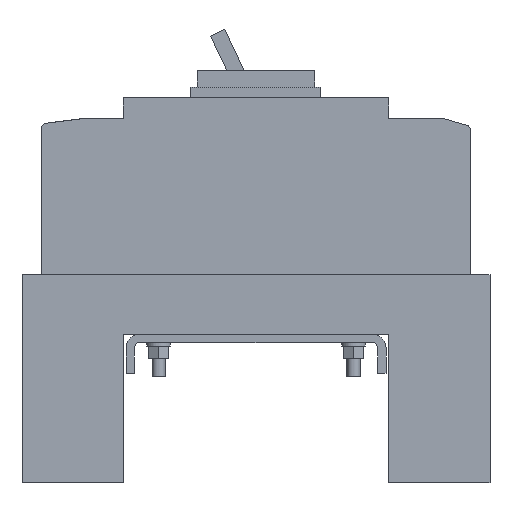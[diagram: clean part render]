
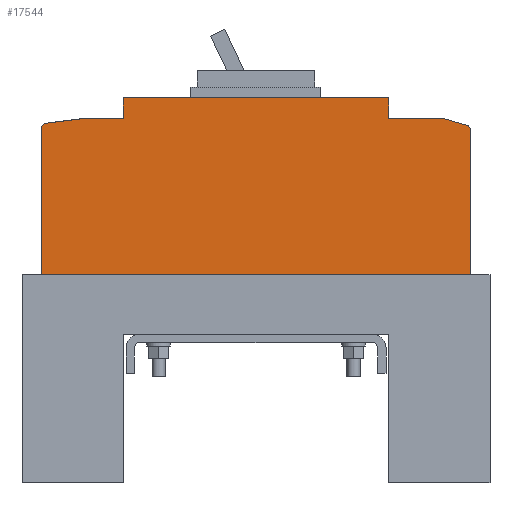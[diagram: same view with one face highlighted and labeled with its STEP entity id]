
A CAD part, left-side view. The second image highlights one B-rep face of the part: STEP entity #17544.
In plain terms, the highlighted planar face has unit normal (-1, 0, 0).
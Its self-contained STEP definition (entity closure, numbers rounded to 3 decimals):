
#1090 = CARTESIAN_POINT ( 'NONE',  ( -52.5, -82.5, 60. ) ) ;
#1203 = VECTOR ( 'NONE', #15864, 1000. ) ;
#1402 = ORIENTED_EDGE ( 'NONE', *, *, #21243, .T. ) ;
#1630 = AXIS2_PLACEMENT_3D ( 'NONE', #15438, #19617, #7183 ) ;
#1672 = EDGE_CURVE ( 'NONE', #4275, #4022, #23602, .T. ) ;
#1781 = CARTESIAN_POINT ( 'NONE',  ( -52.5, -82.5, 55.491 ) ) ;
#1881 = LINE ( 'NONE', #13784, #1203 ) ;
#2132 = VECTOR ( 'NONE', #17794, 1000. ) ;
#2686 = ORIENTED_EDGE ( 'NONE', *, *, #10781, .T. ) ;
#2999 = VERTEX_POINT ( 'NONE', #3001 ) ;
#3001 = CARTESIAN_POINT ( 'NONE',  ( -52.5, -51., 68. ) ) ;
#3645 = EDGE_CURVE ( 'NONE', #19800, #6469, #26833, .T. ) ;
#3772 = DIRECTION ( 'NONE',  ( 0., 0., 1. ) ) ;
#3924 = VECTOR ( 'NONE', #20952, 1000. ) ;
#3963 = DIRECTION ( 'NONE',  ( -1., 0., 0. ) ) ;
#3964 = EDGE_CURVE ( 'NONE', #14002, #23823, #25816, .T. ) ;
#4022 = VERTEX_POINT ( 'NONE', #8530 ) ;
#4275 = VERTEX_POINT ( 'NONE', #9617 ) ;
#4335 = CARTESIAN_POINT ( 'NONE',  ( -52.5, -82.5, 57. ) ) ;
#5587 = CARTESIAN_POINT ( 'NONE',  ( -52.5, 82.5, 56.234 ) ) ;
#5732 = VECTOR ( 'NONE', #10313, 1000. ) ;
#5766 = CARTESIAN_POINT ( 'NONE',  ( -52.5, 82.5, 0. ) ) ;
#6419 = CARTESIAN_POINT ( 'NONE',  ( -52.5, 82.5, 60. ) ) ;
#6429 = VECTOR ( 'NONE', #3772, 1000. ) ;
#6469 = VERTEX_POINT ( 'NONE', #23208 ) ;
#6520 = CIRCLE ( 'NONE', #8716, 2. ) ;
#6612 = ORIENTED_EDGE ( 'NONE', *, *, #8873, .T. ) ;
#6690 = DIRECTION ( 'NONE',  ( 0., 0., 1. ) ) ;
#7183 = DIRECTION ( 'NONE',  ( 0., 1., 0. ) ) ;
#7544 = EDGE_CURVE ( 'NONE', #19990, #22178, #6520, .T. ) ;
#7699 = EDGE_CURVE ( 'NONE', #14070, #2999, #21751, .T. ) ;
#8530 = CARTESIAN_POINT ( 'NONE',  ( -52.5, -72., 60. ) ) ;
#8716 = AXIS2_PLACEMENT_3D ( 'NONE', #16436, #3963, #18546 ) ;
#8797 = ORIENTED_EDGE ( 'NONE', *, *, #13594, .F. ) ;
#8873 = EDGE_CURVE ( 'NONE', #23823, #4022, #24174, .T. ) ;
#9142 = ORIENTED_EDGE ( 'NONE', *, *, #14457, .T. ) ;
#9492 = LINE ( 'NONE', #6419, #3924 ) ;
#9617 = CARTESIAN_POINT ( 'NONE',  ( -52.5, -51., 60. ) ) ;
#9796 = ORIENTED_EDGE ( 'NONE', *, *, #7544, .T. ) ;
#9942 = EDGE_CURVE ( 'NONE', #14002, #6469, #12132, .T. ) ;
#9948 = CARTESIAN_POINT ( 'NONE',  ( -52.5, 82.5, 0. ) ) ;
#10061 = CARTESIAN_POINT ( 'NONE',  ( -52.5, -82.5, 68. ) ) ;
#10313 = DIRECTION ( 'NONE',  ( 0., 0.992, -0.124 ) ) ;
#10315 = VECTOR ( 'NONE', #20261, 1000. ) ;
#10442 = CARTESIAN_POINT ( 'NONE',  ( -52.5, -80.5, 55.491 ) ) ;
#10733 = VECTOR ( 'NONE', #25355, 1000. ) ;
#10778 = CARTESIAN_POINT ( 'NONE',  ( -52.5, 80.748, 58.219 ) ) ;
#10781 = EDGE_CURVE ( 'NONE', #4275, #2999, #16521, .T. ) ;
#10892 = CARTESIAN_POINT ( 'NONE',  ( -52.5, 82.5, 68. ) ) ;
#11775 = ORIENTED_EDGE ( 'NONE', *, *, #1672, .F. ) ;
#11985 = LINE ( 'NONE', #12096, #6429 ) ;
#12096 = CARTESIAN_POINT ( 'NONE',  ( -52.5, 51., 60. ) ) ;
#12132 = LINE ( 'NONE', #10061, #16956 ) ;
#12225 = CARTESIAN_POINT ( 'NONE',  ( -52.5, -81.049, 57.414 ) ) ;
#12541 = DIRECTION ( 'NONE',  ( 0., 1., 0. ) ) ;
#13176 = VECTOR ( 'NONE', #18901, 1000. ) ;
#13198 = AXIS2_PLACEMENT_3D ( 'NONE', #10442, #24906, #12541 ) ;
#13349 = CARTESIAN_POINT ( 'NONE',  ( -52.5, 51., 60. ) ) ;
#13354 = PLANE ( 'NONE',  #1630 ) ;
#13594 = EDGE_CURVE ( 'NONE', #21248, #16039, #9492, .T. ) ;
#13784 = CARTESIAN_POINT ( 'NONE',  ( -52.5, 82.5, 68. ) ) ;
#14002 = VERTEX_POINT ( 'NONE', #1781 ) ;
#14070 = VERTEX_POINT ( 'NONE', #24733 ) ;
#14445 = ORIENTED_EDGE ( 'NONE', *, *, #7699, .F. ) ;
#14457 = EDGE_CURVE ( 'NONE', #22178, #19800, #1881, .T. ) ;
#15438 = CARTESIAN_POINT ( 'NONE',  ( -52.5, 82.5, 68. ) ) ;
#15864 = DIRECTION ( 'NONE',  ( 0., 0., -1. ) ) ;
#16039 = VERTEX_POINT ( 'NONE', #13349 ) ;
#16436 = CARTESIAN_POINT ( 'NONE',  ( -52.5, 80.5, 56.234 ) ) ;
#16521 = LINE ( 'NONE', #21207, #22030 ) ;
#16786 = LINE ( 'NONE', #22633, #5732 ) ;
#16956 = VECTOR ( 'NONE', #18326, 1000. ) ;
#17115 = ORIENTED_EDGE ( 'NONE', *, *, #9942, .F. ) ;
#17252 = ORIENTED_EDGE ( 'NONE', *, *, #25359, .F. ) ;
#17544 = ADVANCED_FACE ( 'NONE', ( #20353 ), #13354, .F. ) ;
#17794 = DIRECTION ( 'NONE',  ( 0., -1., 0. ) ) ;
#18326 = DIRECTION ( 'NONE',  ( 0., 0., -1. ) ) ;
#18546 = DIRECTION ( 'NONE',  ( 0., 1., 0. ) ) ;
#18901 = DIRECTION ( 'NONE',  ( 0., 0.962, 0.275 ) ) ;
#19120 = ORIENTED_EDGE ( 'NONE', *, *, #3645, .T. ) ;
#19617 = DIRECTION ( 'NONE',  ( 1., 0., 0. ) ) ;
#19800 = VERTEX_POINT ( 'NONE', #5766 ) ;
#19990 = VERTEX_POINT ( 'NONE', #10778 ) ;
#20261 = DIRECTION ( 'NONE',  ( 0., -1., 0. ) ) ;
#20353 = FACE_OUTER_BOUND ( 'NONE', #23308, .T. ) ;
#20952 = DIRECTION ( 'NONE',  ( 0., -1., 0. ) ) ;
#21207 = CARTESIAN_POINT ( 'NONE',  ( -52.5, -51., 60. ) ) ;
#21243 = EDGE_CURVE ( 'NONE', #21248, #19990, #16786, .T. ) ;
#21248 = VERTEX_POINT ( 'NONE', #26873 ) ;
#21619 = ORIENTED_EDGE ( 'NONE', *, *, #3964, .T. ) ;
#21751 = LINE ( 'NONE', #10892, #10733 ) ;
#22030 = VECTOR ( 'NONE', #6690, 1000. ) ;
#22178 = VERTEX_POINT ( 'NONE', #5587 ) ;
#22633 = CARTESIAN_POINT ( 'NONE',  ( -52.5, 66.5, 60. ) ) ;
#23208 = CARTESIAN_POINT ( 'NONE',  ( -52.5, -82.5, 0. ) ) ;
#23308 = EDGE_LOOP ( 'NONE', ( #17115, #21619, #6612, #11775, #2686, #14445, #17252, #8797, #1402, #9796, #9142, #19120 ) ) ;
#23602 = LINE ( 'NONE', #1090, #2132 ) ;
#23823 = VERTEX_POINT ( 'NONE', #12225 ) ;
#24174 = LINE ( 'NONE', #4335, #13176 ) ;
#24733 = CARTESIAN_POINT ( 'NONE',  ( -52.5, 51., 68. ) ) ;
#24906 = DIRECTION ( 'NONE',  ( -1., 0., 0. ) ) ;
#25355 = DIRECTION ( 'NONE',  ( 0., -1., 0. ) ) ;
#25359 = EDGE_CURVE ( 'NONE', #16039, #14070, #11985, .T. ) ;
#25816 = CIRCLE ( 'NONE', #13198, 2. ) ;
#26833 = LINE ( 'NONE', #9948, #10315 ) ;
#26873 = CARTESIAN_POINT ( 'NONE',  ( -52.5, 66.5, 60. ) ) ;
